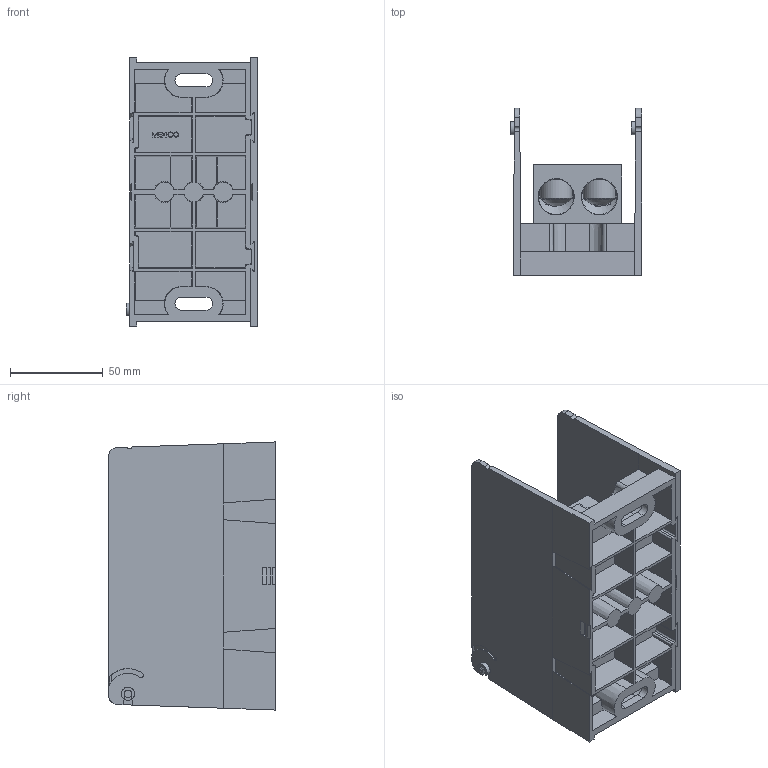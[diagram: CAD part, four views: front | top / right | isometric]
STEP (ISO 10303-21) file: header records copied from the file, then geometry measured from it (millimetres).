
FILE_DESCRIPTION (( 'STEP AP214' ), '1' );
FILE_NAME ('701993rev-1P.STEP', '2014-01-13T13:00:31', ( '' ), ( '' ), 'SwSTEP 2.0', 'SolidWorks 2013', '' );
FILE_SCHEMA (( 'AUTOMOTIVE_DESIGN' ));
Length unit declared in the file: inch
Products named in the file (1): 701993rev-1P
Bounding box: 71.25 x 90.17 x 144.78 mm (x, y, z)
Volume: 231538.5 mm3; surface area: 135127.6 mm2
Topology: 9 solids, 9 shells, 528 faces, 1393 edges, 915 vertices
Faces by surface type: plane 329, cylinder 103, cone 65, bspline 21, torus 10
Full cylindrical faces by diameter (mm): 4.064 x1, 4.928 x1, 6.909 x2, 7.112 x1, 10.795 x2, 12.7 x2, 15.875 x4, 17.475 x4, 19.05 x4
Entity records: 27469 total; most frequent: CARTESIAN_POINT 8323, ORIENTED_EDGE 2598, DIRECTION 2274, EDGE_CURVE 1299, VECTOR 882, LINE 882, VERTEX_POINT 877, AXIS2_PLACEMENT_3D 696
